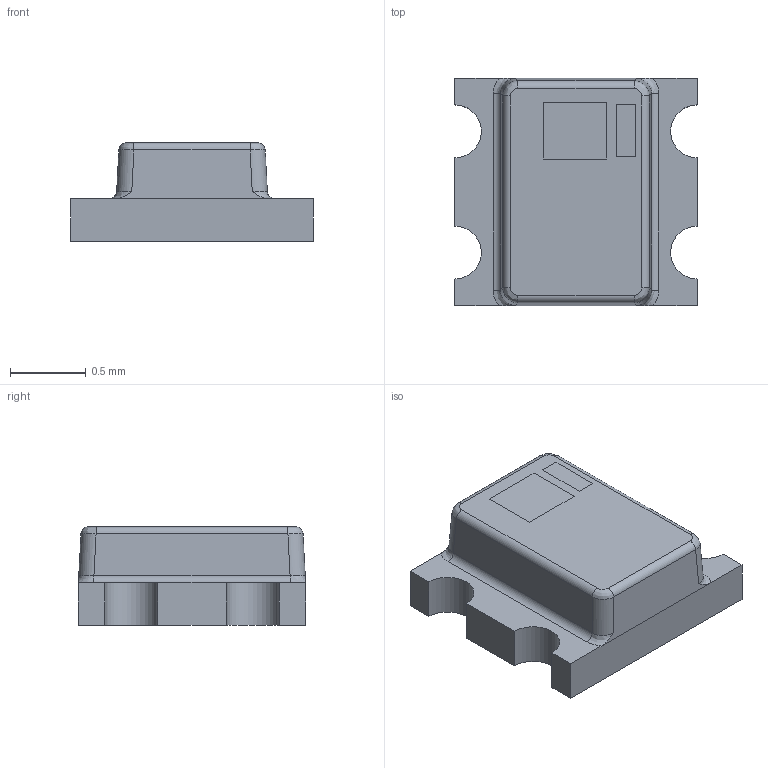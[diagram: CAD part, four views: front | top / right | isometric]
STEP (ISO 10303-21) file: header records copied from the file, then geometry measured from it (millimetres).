
FILE_DESCRIPTION(/* description */ (''),/* implementation_level */ '2;1');
FILE_NAME(/* name */ 'TX1812MJA5 v1.step',/* time_stamp */ '2025-08-20T21:51:59+08:00',/* author */ (''),/* organization */ (''),/* preprocessor_version */ 'ST-DEVELOPER v20.1',/* originating_system */ 'Autodesk Translation Framework v14.10.0.0',/* authorisation */ '');
FILE_SCHEMA (('AUTOMOTIVE_DESIGN { 1 0 10303 214 3 1 1 }'));
Length unit declared in the file: millimetre
Products named in the file (1): TX1812MJA5
Bounding box: 1.6 x 1.5 x 0.65 mm (x, y, z)
Volume: 1.2 mm3; surface area: 11.2 mm2
Topology: 3 solids, 3 shells, 58 faces, 140 edges, 88 vertices
Faces by surface type: plane 36, cylinder 14, bspline 8
Entity records: 1914 total; most frequent: CARTESIAN_POINT 507, ORIENTED_EDGE 280, DIRECTION 274, EDGE_CURVE 140, LINE 100, VECTOR 100, VERTEX_POINT 88, AXIS2_PLACEMENT_3D 87
